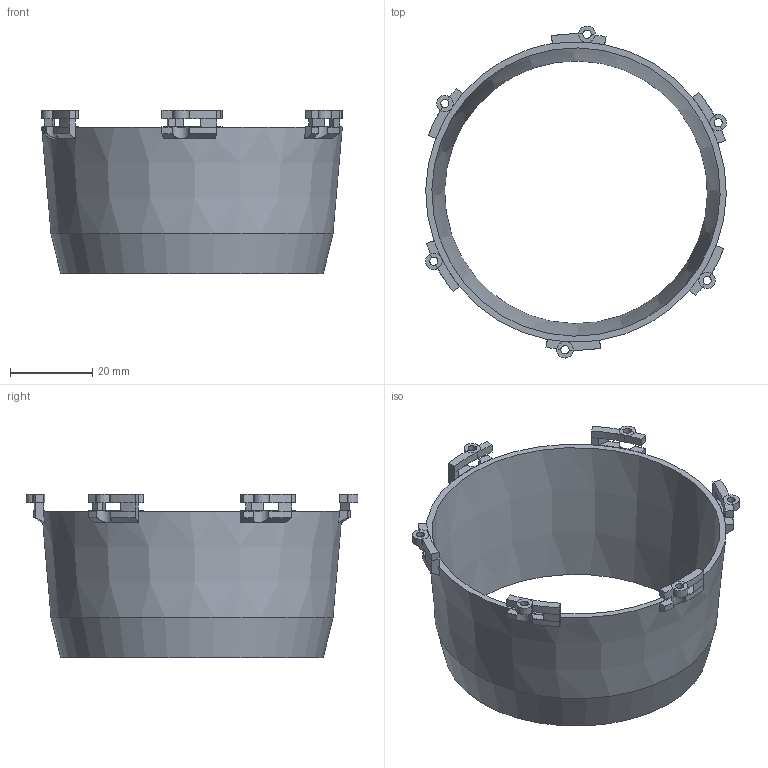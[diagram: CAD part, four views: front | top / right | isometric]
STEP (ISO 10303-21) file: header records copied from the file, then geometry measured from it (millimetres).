
FILE_DESCRIPTION(('FreeCAD Model'),'2;1');
FILE_NAME('Open CASCADE Shape Model','2024-05-23T14:48:34',('Author'),( ''),'Open CASCADE STEP processor 7.6','FreeCAD','Unknown');
FILE_SCHEMA(('AUTOMOTIVE_DESIGN { 1 0 10303 214 1 1 1 1 }'));
Length unit declared in the file: millimetre
Products named in the file (2): Exhaust-Jet-Expander; Body078
Assembly tree (1 placements, depth 2):
  Exhaust-Jet-Expander
    Body078
Bounding box: 73.02 x 80.61 x 39.6 mm (x, y, z)
Volume: 10592.1 mm3; surface area: 16820.3 mm2
Topology: 1 solids, 1 shells, 184 faces, 475 edges, 280 vertices
Faces by surface type: plane 91, cylinder 84, cone 9
Full cylindrical faces by diameter (mm): 2 x6
Entity records: 6125 total; most frequent: CARTESIAN_POINT 1415, DIRECTION 1097, ORIENTED_EDGE 950, EDGE_CURVE 475, AXIS2_PLACEMENT_3D 442, VERTEX_POINT 280, CIRCLE 256, LINE 213
